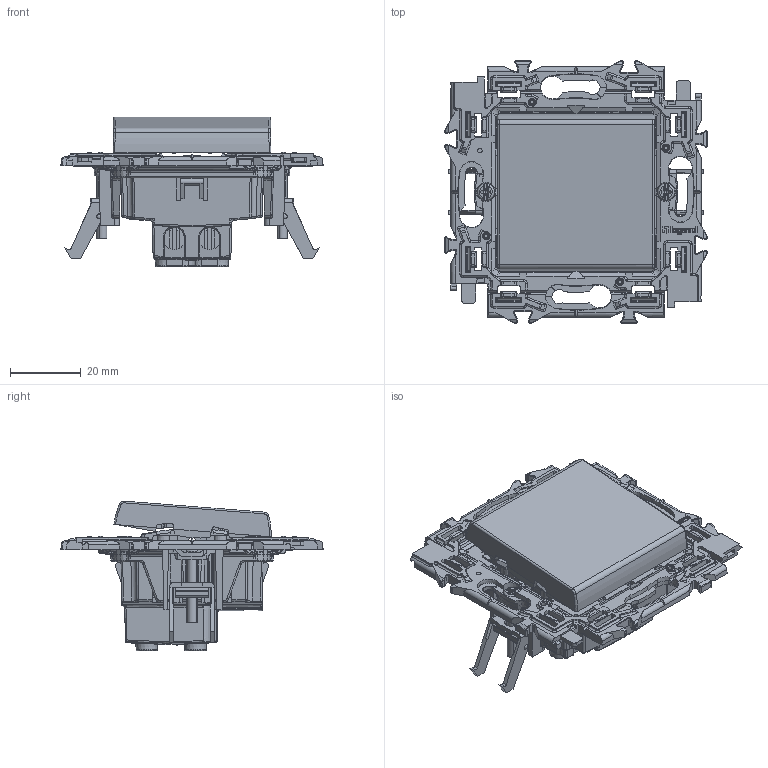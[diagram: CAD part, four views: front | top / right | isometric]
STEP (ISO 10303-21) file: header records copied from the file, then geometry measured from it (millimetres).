
FILE_DESCRIPTION(('CATIA V5 STEP Exchange','CAx-IF Rec.Pracs.--- Model Styling and Organization---1.4--- 2014-01-23'),'2;1');
FILE_NAME('T002245_A-ASS-1.stp','2021-01-28T12:11:03+00:00',('none'),('none'),'CATIA Version 5-6 Release 2017 SP3','CATIA V5 STEP AP214','none');
FILE_SCHEMA(('AUTOMOTIVE_DESIGN { 1 0 10303 214 1 1 1 1 }'));
Products named in the file (11): T002245_A ; 953904 ; 0038174; 0055184; 0097E59; 0291G96 ; 0091L62; 0091L63; A017710_A ; EG01483_A; 0035953
Assembly tree (13 placements, depth 4):
  T002245_A 
    953904 
      0038174  x2
      0055184  x2
      0097E59  x2
      0291G96 
        0091L62
        0091L63
    A017710_A 
      EG01483_A
      0035953
Bounding box: 74.15 x 74.15 x 42.33 mm (x, y, z)
Volume: 27796.1 mm3; surface area: 39979.7 mm2
Topology: 10 solids, 10 shells, 6233 faces, 17796 edges, 11499 vertices
Faces by surface type: plane 3726, cylinder 1224, cone 433, bspline 387, torus 320, sphere 115, extrusion 28
Entity records: 225493 total; most frequent: CARTESIAN_POINT 83746, ORIENTED_EDGE 34622, DIRECTION 20750, EDGE_CURVE 17311, VERTEX_POINT 11250, VECTOR 8790, LINE 8762, AXIS2_PLACEMENT_3D 7126
